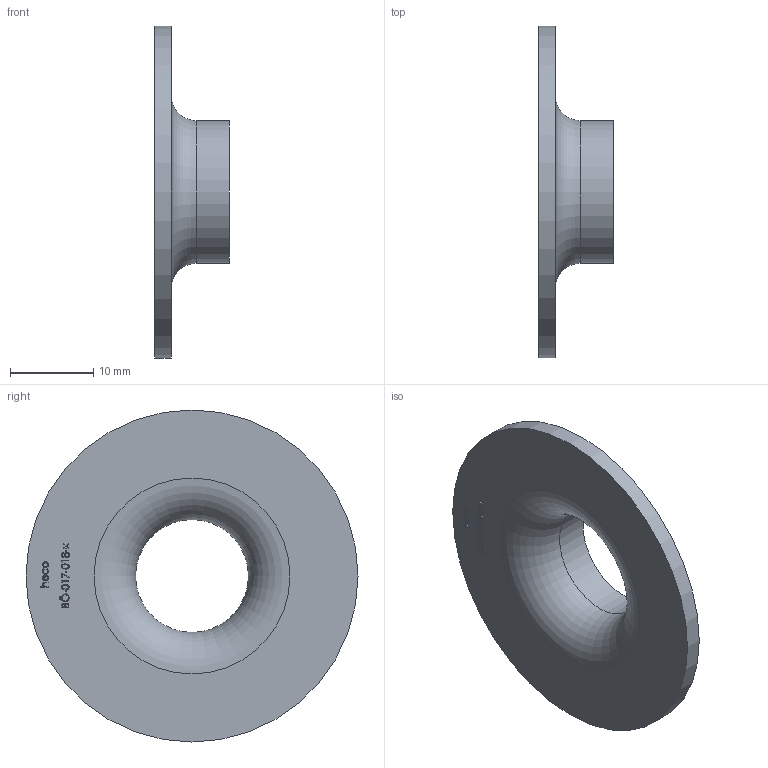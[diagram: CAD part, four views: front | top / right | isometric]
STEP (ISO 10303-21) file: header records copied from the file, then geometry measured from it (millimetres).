
FILE_DESCRIPTION (( 'STEP AP214' ), '1' );
FILE_NAME ('BÖ-017-018-x Vorschweissbördel 2012.STEP', '2020-12-02T10:39:11', ( '' ), ( '' ), 'SwSTEP 2.0', 'SolidWorks 2019', '' );
FILE_SCHEMA (( 'AUTOMOTIVE_DESIGN' ));
Length unit declared in the file: millimetre
Products named in the file (1): BÖ-017-018-x Vorschweissbördel 2012
Bounding box: 9 x 40 x 40 mm (x, y, z)
Volume: 2677.2 mm3; surface area: 3110.4 mm2
Topology: 1 solids, 1 shells, 194 faces, 491 edges, 327 vertices
Faces by surface type: bspline 95, plane 94, cylinder 3, torus 2
Full cylindrical faces by diameter (mm): 13.6 x1, 17.2 x1, 40 x1
Entity records: 13184 total; most frequent: CARTESIAN_POINT 7189, ORIENTED_EDGE 970, DIRECTION 503, EDGE_CURVE 485, VERTEX_POINT 326, VECTOR 287, LINE 287, EDGE_LOOP 229
